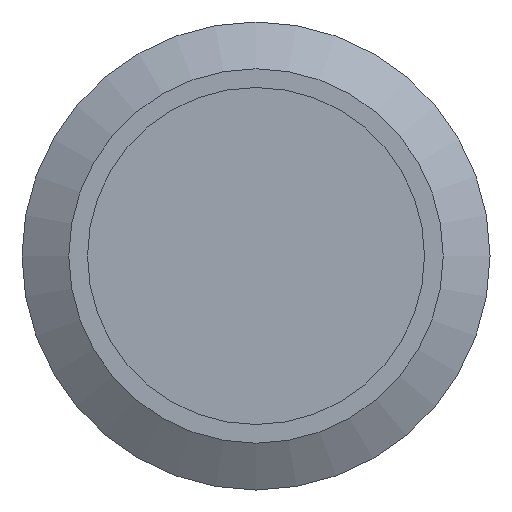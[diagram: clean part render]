
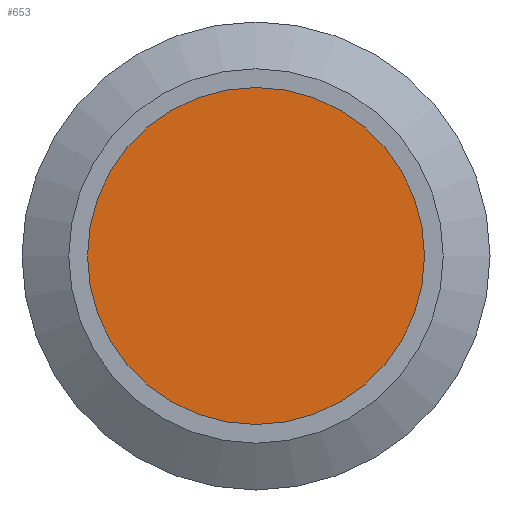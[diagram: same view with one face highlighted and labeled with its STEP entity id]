
A CAD part, left-side view. The second image highlights one B-rep face of the part: STEP entity #653.
In plain terms, the highlighted face is planar.
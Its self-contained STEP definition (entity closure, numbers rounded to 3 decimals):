
#622=CARTESIAN_POINT('',(9.0,0.,2.0));
#623=VERTEX_POINT('',#622);
#624=CARTESIAN_POINT('',(0.0,0.0,2.0));
#625=DIRECTION('',(0.0,0.0,-1.0));
#626=DIRECTION('',(-1.0,0.0,0.0));
#627=AXIS2_PLACEMENT_3D('',#624,#625,#626);
#628=CIRCLE('',#627,9.0);
#629=EDGE_CURVE('',#623,#623,#628,.T.);
#645=CARTESIAN_POINT('',(0.0,0.0,2.0));
#646=DIRECTION('',(0.0,0.0,-1.0));
#647=DIRECTION('',(-1.0,0.0,0.0));
#648=AXIS2_PLACEMENT_3D('',#645,#646,#647);
#649=PLANE('',#648);
#650=ORIENTED_EDGE('',*,*,#629,.F.);
#651=EDGE_LOOP('',(#650));
#652=FACE_OUTER_BOUND('',#651,.T.);
#653=ADVANCED_FACE('',(#652),#649,.F.);
